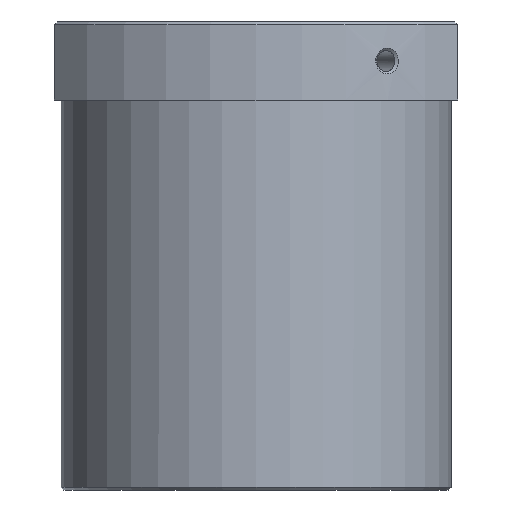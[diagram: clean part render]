
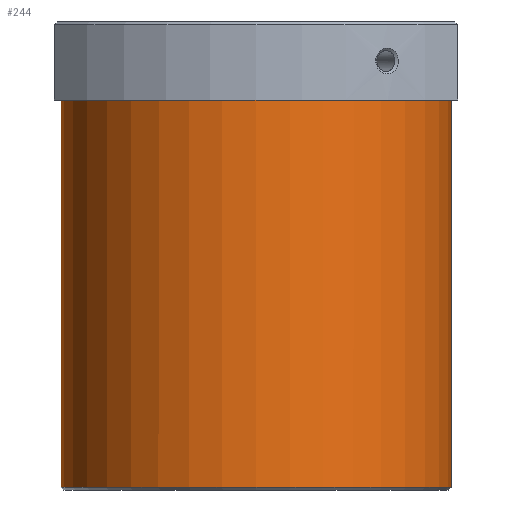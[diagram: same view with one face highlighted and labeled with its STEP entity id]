
A CAD part, front view. The second image highlights one B-rep face of the part: STEP entity #244.
In plain terms, the highlighted cylindrical face has radius 75 mm (diameter 150 mm), a full revolution.
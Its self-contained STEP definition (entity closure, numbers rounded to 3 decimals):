
#192=CYLINDRICAL_SURFACE('',#2409,75.);
#206=CIRCLE('',#2407,75.);
#207=CIRCLE('',#2408,75.);
#244=ADVANCED_FACE('',(#631,#632),#192,.T.);
#631=FACE_BOUND('',#726,.T.);
#632=FACE_BOUND('',#727,.T.);
#726=EDGE_LOOP('',(#990));
#727=EDGE_LOOP('',(#991));
#990=ORIENTED_EDGE('',*,*,#1831,.T.);
#991=ORIENTED_EDGE('',*,*,#1832,.T.);
#1612=VERTEX_POINT('',#3464);
#1613=VERTEX_POINT('',#3466);
#1831=EDGE_CURVE('',#1612,#1612,#206,.T.);
#1832=EDGE_CURVE('',#1613,#1613,#207,.T.);
#2407=AXIS2_PLACEMENT_3D('',#3463,#2618,#2619);
#2408=AXIS2_PLACEMENT_3D('',#3465,#2620,#2621);
#2409=AXIS2_PLACEMENT_3D('',#3467,#2622,#2623);
#2618=DIRECTION('',(0.,0.,1.));
#2619=DIRECTION('',(1.,0.,0.));
#2620=DIRECTION('',(0.,0.,-1.));
#2621=DIRECTION('',(-1.,0.,0.));
#2622=DIRECTION('',(0.,0.,-1.));
#2623=DIRECTION('',(-1.,0.,0.));
#3463=CARTESIAN_POINT('',(0.,0.,-179.));
#3464=CARTESIAN_POINT('',(75.,0.,-179.));
#3465=CARTESIAN_POINT('',(0.,0.,-30.));
#3466=CARTESIAN_POINT('',(-75.,0.,-30.));
#3467=CARTESIAN_POINT('',(0.,0.,0.));
